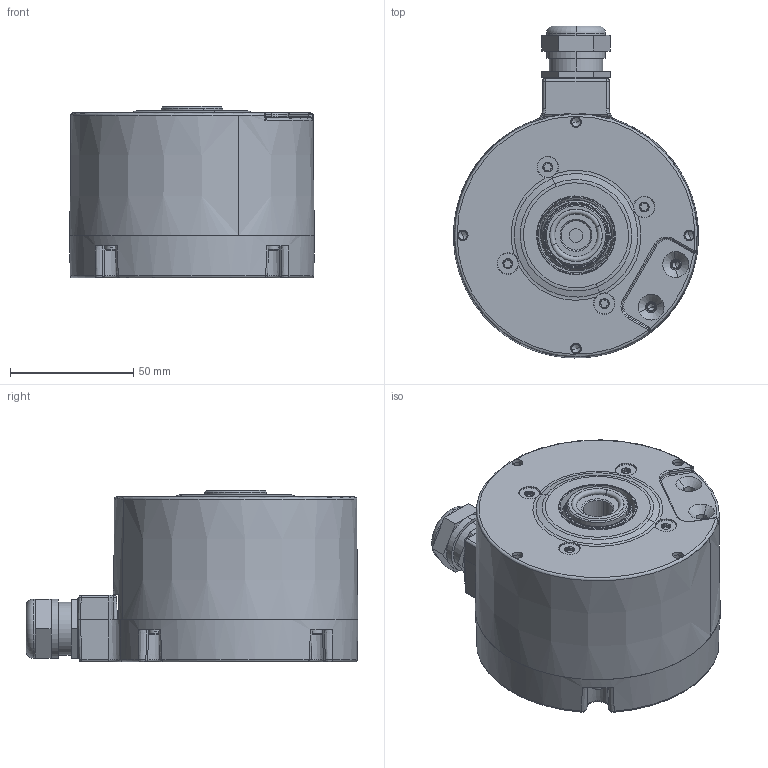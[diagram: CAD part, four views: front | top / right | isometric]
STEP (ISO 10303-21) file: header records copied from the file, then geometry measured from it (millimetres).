
FILE_DESCRIPTION((''),'2;1');
FILE_NAME('753950-01','2013-08-08T',('se2562'),(''),'PRO/ENGINEER BY PARAMETRIC TECHNOLOGY CORPORATION, 2011410','PRO/ENGINEER BY PARAMETRIC TECHNOLOGY CORPORATION, 2011410','');
FILE_SCHEMA(('CONFIG_CONTROL_DESIGN'));
Length unit declared in the file: millimetre
Products named in the file (1): 753950-01
Bounding box: 99.5 x 134.84 x 69.8 mm (x, y, z)
Volume: 251656.1 mm3; surface area: 108052.8 mm2
Topology: 20 solids, 37 shells, 1073 faces, 2457 edges, 1389 vertices
Faces by surface type: cylinder 277, cone 256, plane 183, torus 159, bspline 104, sphere 94
Entity records: 37227 total; most frequent: CARTESIAN_POINT 14157, DIRECTION 5104, ORIENTED_EDGE 4606, EDGE_CURVE 2303, AXIS2_PLACEMENT_3D 2235, VERTEX_POINT 1389, CIRCLE 1266, EDGE_LOOP 1168
